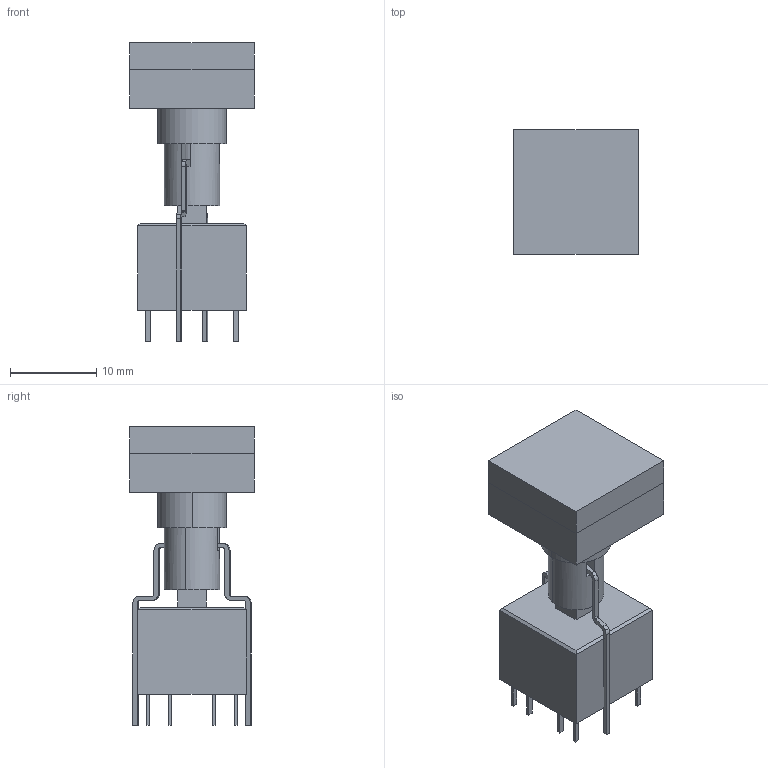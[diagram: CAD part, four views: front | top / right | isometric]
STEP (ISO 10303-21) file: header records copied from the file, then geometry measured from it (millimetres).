
FILE_DESCRIPTION((''),'2;1');
FILE_NAME('PB_MEC_UNIMEC_15552-16250-1K0816-1692488-2K08.stp','2009-06-11T12:12:25',(''),(''),'Mechanical Desktop 2006','Mechanical Desktop 2006',', , ');
FILE_SCHEMA(('AUTOMOTIVE_DESIGN { 1 2 10303 214 0 1 1 1 }'));
Length unit declared in the file: millimetre
Products named in the file (1): Product
Bounding box: 14.4 x 14.4 x 34.6 mm (x, y, z)
Volume: 3645.6 mm3; surface area: 2990.4 mm2
Topology: 17 solids, 17 shells, 150 faces, 336 edges, 222 vertices
Faces by surface type: plane 104, bspline 24, cylinder 20, torus 2
Entity records: 4350 total; most frequent: CARTESIAN_POINT 949, ORIENTED_EDGE 672, DIRECTION 662, EDGE_CURVE 336, VECTOR 264, LINE 264, VERTEX_POINT 222, AXIS2_PLACEMENT_3D 199
